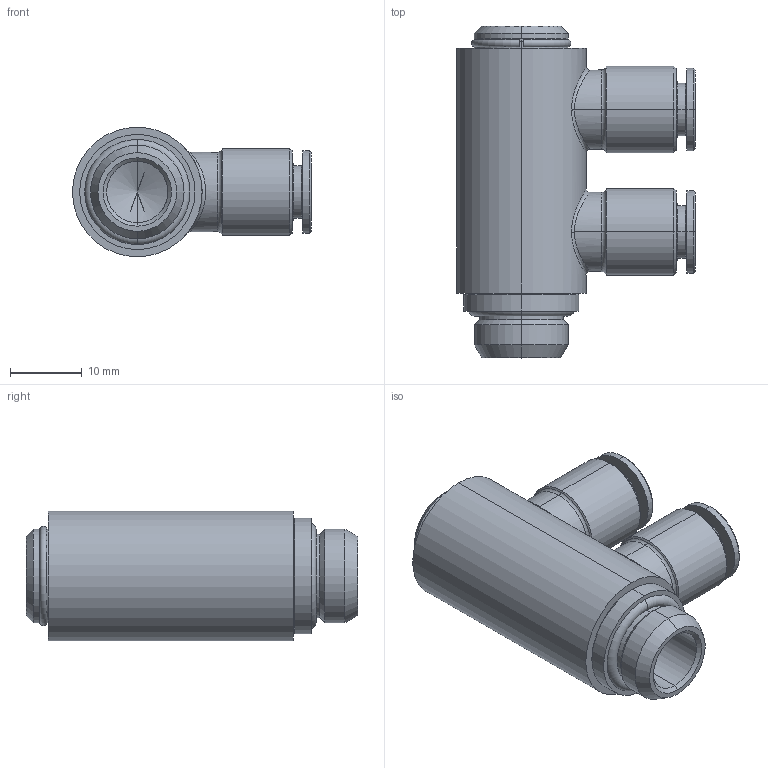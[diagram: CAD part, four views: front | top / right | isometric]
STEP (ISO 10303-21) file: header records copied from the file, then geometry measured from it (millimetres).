
FILE_DESCRIPTION (( 'STEP AP203' ), '1' );
FILE_NAME ('A0310032.STEP', '2009-04-09T12:31:45', ( '' ), ( 'sopra-pneumatic' ), 'SwSTEP 2.0', 'SolidWorks 2009', '' );
FILE_SCHEMA (( 'CONFIG_CONTROL_DESIGN' ));
Length unit declared in the file: millimetre
Products named in the file (1): A0310032
Bounding box: 33.2 x 46.1 x 18 mm (x, y, z)
Volume: 10178.9 mm3; surface area: 6125.2 mm2
Topology: 1 solids, 1 shells, 124 faces, 275 edges, 162 vertices
Faces by surface type: cone 44, cylinder 42, plane 27, torus 7, bspline 4
Entity records: 4547 total; most frequent: CARTESIAN_POINT 1704, DIRECTION 624, ORIENTED_EDGE 542, EDGE_CURVE 271, AXIS2_PLACEMENT_3D 258, VERTEX_POINT 162, EDGE_LOOP 141, CIRCLE 137
